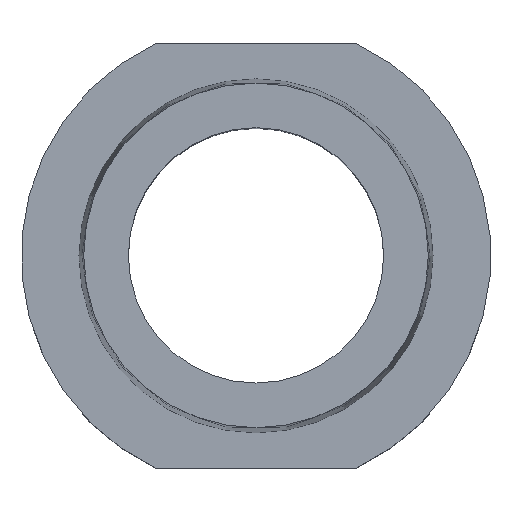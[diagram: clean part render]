
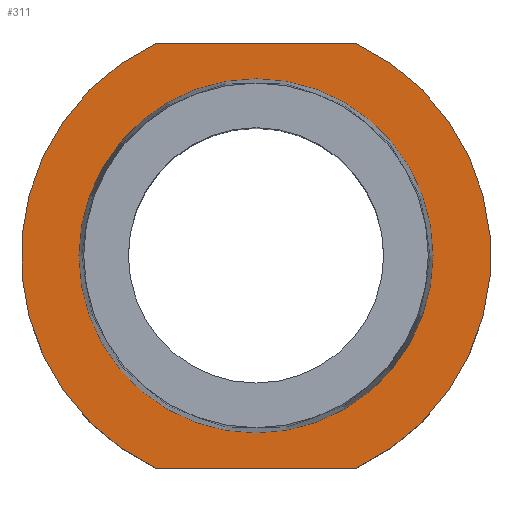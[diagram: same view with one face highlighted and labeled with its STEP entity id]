
A CAD part, top view. The second image highlights one B-rep face of the part: STEP entity #311.
In plain terms, the highlighted planar face has unit normal (0, 0, 1).
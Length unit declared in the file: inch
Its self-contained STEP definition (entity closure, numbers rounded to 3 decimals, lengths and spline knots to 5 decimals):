
#1 = VECTOR ( 'NONE', #5, 39.37008 ) ;
#5 = DIRECTION ( 'NONE',  ( -1., 0., 0. ) ) ;
#23 = CIRCLE ( 'NONE', #247, 0.69 ) ;
#37 = EDGE_LOOP ( 'NONE', ( #197 ) ) ;
#42 = FACE_OUTER_BOUND ( 'NONE', #71, .T. ) ;
#43 = CARTESIAN_POINT ( 'NONE',  ( -0.29236, 0.625, 0.5 ) ) ;
#48 = ORIENTED_EDGE ( 'NONE', *, *, #302, .T. ) ;
#49 = DIRECTION ( 'NONE',  ( 0., 0., 1. ) ) ;
#50 = CIRCLE ( 'NONE', #275, 0.69 ) ;
#71 = EDGE_LOOP ( 'NONE', ( #193, #216, #364, #48 ) ) ;
#75 = LINE ( 'NONE', #181, #1 ) ;
#107 = DIRECTION ( 'NONE',  ( 0., 0., 1. ) ) ;
#108 = VERTEX_POINT ( 'NONE', #245 ) ;
#109 = DIRECTION ( 'NONE',  ( 0., 0., 1. ) ) ;
#116 = EDGE_CURVE ( 'NONE', #322, #417, #23, .T. ) ;
#123 = CARTESIAN_POINT ( 'NONE',  ( 0., 0., 0.5 ) ) ;
#142 = VECTOR ( 'NONE', #371, 39.37008 ) ;
#145 = VERTEX_POINT ( 'NONE', #187 ) ;
#155 = PLANE ( 'NONE',  #226 ) ;
#158 = CARTESIAN_POINT ( 'NONE',  ( 0.52, 0., 0.5 ) ) ;
#164 = CARTESIAN_POINT ( 'NONE',  ( -0.29236, 0.625, 0.5 ) ) ;
#181 = CARTESIAN_POINT ( 'NONE',  ( -0.29236, -0.625, 0.5 ) ) ;
#187 = CARTESIAN_POINT ( 'NONE',  ( 0.29236, -0.625, 0.5 ) ) ;
#193 = ORIENTED_EDGE ( 'NONE', *, *, #363, .F. ) ;
#197 = ORIENTED_EDGE ( 'NONE', *, *, #208, .F. ) ;
#208 = EDGE_CURVE ( 'NONE', #230, #230, #398, .T. ) ;
#216 = ORIENTED_EDGE ( 'NONE', *, *, #116, .T. ) ;
#225 = CARTESIAN_POINT ( 'NONE',  ( 0., 0., 0.5 ) ) ;
#226 = AXIS2_PLACEMENT_3D ( 'NONE', #123, #107, #376 ) ;
#230 = VERTEX_POINT ( 'NONE', #158 ) ;
#232 = EDGE_CURVE ( 'NONE', #145, #417, #75, .T. ) ;
#245 = CARTESIAN_POINT ( 'NONE',  ( 0.29236, 0.625, 0.5 ) ) ;
#247 = AXIS2_PLACEMENT_3D ( 'NONE', #225, #49, #403 ) ;
#256 = AXIS2_PLACEMENT_3D ( 'NONE', #269, #343, #362 ) ;
#269 = CARTESIAN_POINT ( 'NONE',  ( 0., 0., 0.5 ) ) ;
#275 = AXIS2_PLACEMENT_3D ( 'NONE', #280, #109, #374 ) ;
#280 = CARTESIAN_POINT ( 'NONE',  ( 0., 0., 0.5 ) ) ;
#302 = EDGE_CURVE ( 'NONE', #145, #108, #50, .T. ) ;
#311 = ADVANCED_FACE ( 'NONE', ( #42, #373 ), #155, .T. ) ;
#322 = VERTEX_POINT ( 'NONE', #164 ) ;
#343 = DIRECTION ( 'NONE',  ( 0., 0., 1. ) ) ;
#353 = LINE ( 'NONE', #43, #142 ) ;
#362 = DIRECTION ( 'NONE',  ( 1., 0., 0. ) ) ;
#363 = EDGE_CURVE ( 'NONE', #322, #108, #353, .T. ) ;
#364 = ORIENTED_EDGE ( 'NONE', *, *, #232, .F. ) ;
#371 = DIRECTION ( 'NONE',  ( 1., 0., 0. ) ) ;
#373 = FACE_BOUND ( 'NONE', #37, .T. ) ;
#374 = DIRECTION ( 'NONE',  ( 1., 0., 0. ) ) ;
#376 = DIRECTION ( 'NONE',  ( 1., 0., 0. ) ) ;
#398 = CIRCLE ( 'NONE', #256, 0.52 ) ;
#403 = DIRECTION ( 'NONE',  ( 1., 0., 0. ) ) ;
#414 = CARTESIAN_POINT ( 'NONE',  ( -0.29236, -0.625, 0.5 ) ) ;
#417 = VERTEX_POINT ( 'NONE', #414 ) ;
